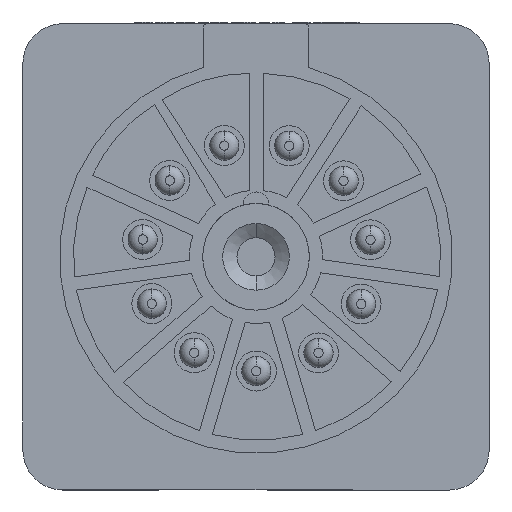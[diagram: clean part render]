
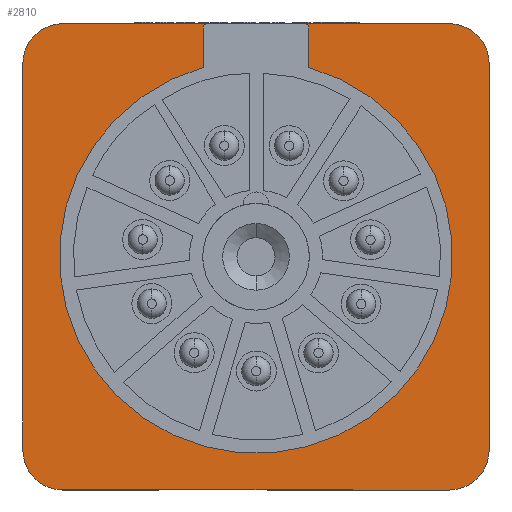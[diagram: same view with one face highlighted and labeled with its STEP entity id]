
A CAD part, front view. The second image highlights one B-rep face of the part: STEP entity #2810.
In plain terms, the highlighted planar face has unit normal (0, -1, 0).
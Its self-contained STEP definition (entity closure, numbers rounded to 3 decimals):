
#258 = CARTESIAN_POINT ( 'NONE',  ( 14.5, -1.75, 17.5 ) ) ;
#539 = CARTESIAN_POINT ( 'NONE',  ( 17.5, -1.75, 14.5 ) ) ;
#628 = DIRECTION ( 'NONE',  ( 1., 0., 0. ) ) ;
#752 = VERTEX_POINT ( 'NONE', #13264 ) ;
#774 = CARTESIAN_POINT ( 'NONE',  ( 14.5, -1.75, -17.5 ) ) ;
#804 = DIRECTION ( 'NONE',  ( 0., 1., 0. ) ) ;
#861 = LINE ( 'NONE', #20266, #8952 ) ;
#925 = VERTEX_POINT ( 'NONE', #6879 ) ;
#930 = LINE ( 'NONE', #4177, #17551 ) ;
#1071 = DIRECTION ( 'NONE',  ( -1., 0., 0. ) ) ;
#1416 = EDGE_CURVE ( 'NONE', #17946, #752, #861, .T. ) ;
#1559 = EDGE_CURVE ( 'NONE', #18274, #6364, #3029, .T. ) ;
#1855 = DIRECTION ( 'NONE',  ( 0., -1., 0. ) ) ;
#1989 = AXIS2_PLACEMENT_3D ( 'NONE', #11549, #1855, #13137 ) ;
#2078 = CARTESIAN_POINT ( 'NONE',  ( -14.5, -1.75, 17.5 ) ) ;
#2810 = ADVANCED_FACE ( 'NONE', ( #4478 ), #8627, .F. ) ;
#2943 = VERTEX_POINT ( 'NONE', #2078 ) ;
#3029 = LINE ( 'NONE', #6139, #6819 ) ;
#3152 = VECTOR ( 'NONE', #628, 1000. ) ;
#3319 = VECTOR ( 'NONE', #5163, 1000. ) ;
#3526 = CARTESIAN_POINT ( 'NONE',  ( -17.5, -1.75, 14.5 ) ) ;
#3864 = CIRCLE ( 'NONE', #16837, 3. ) ;
#4087 = EDGE_LOOP ( 'NONE', ( #12148, #12968, #12443, #5307, #9386, #16947, #10123, #15677, #14260, #15269, #17803, #17062, #5770, #14894 ) ) ;
#4177 = CARTESIAN_POINT ( 'NONE',  ( -3.945, -1.75, 14.217 ) ) ;
#4233 = CARTESIAN_POINT ( 'NONE',  ( 3.695, -1.75, 17.5 ) ) ;
#4455 = DIRECTION ( 'NONE',  ( 0., -1., 0. ) ) ;
#4478 = FACE_OUTER_BOUND ( 'NONE', #4087, .T. ) ;
#4772 = CARTESIAN_POINT ( 'NONE',  ( -3.695, -1.75, 17.5 ) ) ;
#4909 = VERTEX_POINT ( 'NONE', #4772 ) ;
#5054 = VECTOR ( 'NONE', #14135, 1000. ) ;
#5137 = DIRECTION ( 'NONE',  ( 1., 0., 0. ) ) ;
#5163 = DIRECTION ( 'NONE',  ( 0., 0., 1. ) ) ;
#5307 = ORIENTED_EDGE ( 'NONE', *, *, #10357, .F. ) ;
#5446 = CARTESIAN_POINT ( 'NONE',  ( 14.5, -1.75, 17.5 ) ) ;
#5554 = LINE ( 'NONE', #12517, #5054 ) ;
#5770 = ORIENTED_EDGE ( 'NONE', *, *, #12964, .F. ) ;
#5776 = CARTESIAN_POINT ( 'NONE',  ( -14.5, -1.75, -14.5 ) ) ;
#5819 = DIRECTION ( 'NONE',  ( 0., 0., -1. ) ) ;
#5897 = DIRECTION ( 'NONE',  ( 0., -1., 0. ) ) ;
#6139 = CARTESIAN_POINT ( 'NONE',  ( 17.5, -1.75, 14.5 ) ) ;
#6364 = VERTEX_POINT ( 'NONE', #16928 ) ;
#6696 = EDGE_CURVE ( 'NONE', #11057, #2943, #3864, .T. ) ;
#6751 = VERTEX_POINT ( 'NONE', #10194 ) ;
#6759 = DIRECTION ( 'NONE',  ( 0., 1., 0. ) ) ;
#6819 = VECTOR ( 'NONE', #9396, 1000. ) ;
#6879 = CARTESIAN_POINT ( 'NONE',  ( 3.945, -1.75, 17.25 ) ) ;
#7088 = CARTESIAN_POINT ( 'NONE',  ( -14.5, -1.75, -14.5 ) ) ;
#7421 = DIRECTION ( 'NONE',  ( 0., 0., 1. ) ) ;
#7459 = LINE ( 'NONE', #5446, #3152 ) ;
#7713 = AXIS2_PLACEMENT_3D ( 'NONE', #5776, #17001, #7421 ) ;
#8147 = VERTEX_POINT ( 'NONE', #16011 ) ;
#8627 = PLANE ( 'NONE',  #15226 ) ;
#8700 = DIRECTION ( 'NONE',  ( 0., 0., 1. ) ) ;
#8855 = AXIS2_PLACEMENT_3D ( 'NONE', #14099, #4455, #15719 ) ;
#8952 = VECTOR ( 'NONE', #1071, 1000. ) ;
#9132 = EDGE_CURVE ( 'NONE', #752, #16408, #18875, .T. ) ;
#9335 = CARTESIAN_POINT ( 'NONE',  ( 14.5, -1.75, -14.5 ) ) ;
#9386 = ORIENTED_EDGE ( 'NONE', *, *, #16621, .F. ) ;
#9396 = DIRECTION ( 'NONE',  ( 0., 0., -1. ) ) ;
#10123 = ORIENTED_EDGE ( 'NONE', *, *, #6696, .F. ) ;
#10194 = CARTESIAN_POINT ( 'NONE',  ( 14.5, -1.75, 17.5 ) ) ;
#10357 = EDGE_CURVE ( 'NONE', #19409, #8147, #930, .T. ) ;
#10410 = VECTOR ( 'NONE', #5137, 1000. ) ;
#10449 = CARTESIAN_POINT ( 'NONE',  ( 14.5, -1.75, 14.5 ) ) ;
#10924 = DIRECTION ( 'NONE',  ( 0., 0., 1. ) ) ;
#11057 = VERTEX_POINT ( 'NONE', #16046 ) ;
#11146 = EDGE_CURVE ( 'NONE', #2943, #4909, #14688, .T. ) ;
#11215 = CARTESIAN_POINT ( 'NONE',  ( 3.945, -1.75, 14.217 ) ) ;
#11230 = CARTESIAN_POINT ( 'NONE',  ( -3.945, -1.75, 17.25 ) ) ;
#11549 = CARTESIAN_POINT ( 'NONE',  ( 0., -1.75, 0.002 ) ) ;
#11886 = AXIS2_PLACEMENT_3D ( 'NONE', #10449, #804, #12082 ) ;
#11892 = LINE ( 'NONE', #3526, #3319 ) ;
#12082 = DIRECTION ( 'NONE',  ( 0., 0., 1. ) ) ;
#12148 = ORIENTED_EDGE ( 'NONE', *, *, #18891, .F. ) ;
#12443 = ORIENTED_EDGE ( 'NONE', *, *, #15892, .F. ) ;
#12490 = EDGE_CURVE ( 'NONE', #6364, #17946, #14694, .T. ) ;
#12517 = CARTESIAN_POINT ( 'NONE',  ( 3.945, -1.75, 14.217 ) ) ;
#12964 = EDGE_CURVE ( 'NONE', #6751, #18274, #15667, .T. ) ;
#12968 = ORIENTED_EDGE ( 'NONE', *, *, #13412, .F. ) ;
#13137 = DIRECTION ( 'NONE',  ( 0., 0., -1. ) ) ;
#13264 = CARTESIAN_POINT ( 'NONE',  ( -14.5, -1.75, -17.5 ) ) ;
#13412 = EDGE_CURVE ( 'NONE', #17456, #925, #5554, .T. ) ;
#13476 = AXIS2_PLACEMENT_3D ( 'NONE', #9335, #20536, #10924 ) ;
#14099 = CARTESIAN_POINT ( 'NONE',  ( -3.695, -1.75, 17.25 ) ) ;
#14135 = DIRECTION ( 'NONE',  ( 0., 0., 1. ) ) ;
#14260 = ORIENTED_EDGE ( 'NONE', *, *, #9132, .F. ) ;
#14274 = VERTEX_POINT ( 'NONE', #4233 ) ;
#14498 = CIRCLE ( 'NONE', #1989, 14.752 ) ;
#14688 = LINE ( 'NONE', #258, #10410 ) ;
#14694 = CIRCLE ( 'NONE', #13476, 3. ) ;
#14894 = ORIENTED_EDGE ( 'NONE', *, *, #20776, .F. ) ;
#15226 = AXIS2_PLACEMENT_3D ( 'NONE', #7088, #18290, #8700 ) ;
#15269 = ORIENTED_EDGE ( 'NONE', *, *, #1416, .F. ) ;
#15503 = AXIS2_PLACEMENT_3D ( 'NONE', #15521, #5897, #17123 ) ;
#15521 = CARTESIAN_POINT ( 'NONE',  ( 3.695, -1.75, 17.25 ) ) ;
#15667 = CIRCLE ( 'NONE', #11886, 3. ) ;
#15677 = ORIENTED_EDGE ( 'NONE', *, *, #17831, .F. ) ;
#15719 = DIRECTION ( 'NONE',  ( 0., 0., -1. ) ) ;
#15892 = EDGE_CURVE ( 'NONE', #8147, #17456, #14498, .T. ) ;
#15959 = CIRCLE ( 'NONE', #8855, 0.25 ) ;
#16011 = CARTESIAN_POINT ( 'NONE',  ( -3.945, -1.75, 14.217 ) ) ;
#16046 = CARTESIAN_POINT ( 'NONE',  ( -17.5, -1.75, 14.5 ) ) ;
#16372 = CARTESIAN_POINT ( 'NONE',  ( -14.5, -1.75, 14.5 ) ) ;
#16408 = VERTEX_POINT ( 'NONE', #20051 ) ;
#16621 = EDGE_CURVE ( 'NONE', #4909, #19409, #15959, .T. ) ;
#16837 = AXIS2_PLACEMENT_3D ( 'NONE', #16372, #6759, #17976 ) ;
#16928 = CARTESIAN_POINT ( 'NONE',  ( 17.5, -1.75, -14.5 ) ) ;
#16947 = ORIENTED_EDGE ( 'NONE', *, *, #11146, .F. ) ;
#17001 = DIRECTION ( 'NONE',  ( 0., 1., 0. ) ) ;
#17062 = ORIENTED_EDGE ( 'NONE', *, *, #1559, .F. ) ;
#17123 = DIRECTION ( 'NONE',  ( 0., 0., -1. ) ) ;
#17456 = VERTEX_POINT ( 'NONE', #11215 ) ;
#17551 = VECTOR ( 'NONE', #5819, 1000. ) ;
#17803 = ORIENTED_EDGE ( 'NONE', *, *, #12490, .F. ) ;
#17831 = EDGE_CURVE ( 'NONE', #16408, #11057, #11892, .T. ) ;
#17946 = VERTEX_POINT ( 'NONE', #774 ) ;
#17976 = DIRECTION ( 'NONE',  ( 0., 0., -1. ) ) ;
#18274 = VERTEX_POINT ( 'NONE', #539 ) ;
#18290 = DIRECTION ( 'NONE',  ( 0., 1., 0. ) ) ;
#18875 = CIRCLE ( 'NONE', #7713, 3. ) ;
#18891 = EDGE_CURVE ( 'NONE', #925, #14274, #19861, .T. ) ;
#19409 = VERTEX_POINT ( 'NONE', #11230 ) ;
#19861 = CIRCLE ( 'NONE', #15503, 0.25 ) ;
#20051 = CARTESIAN_POINT ( 'NONE',  ( -17.5, -1.75, -14.5 ) ) ;
#20266 = CARTESIAN_POINT ( 'NONE',  ( 14.5, -1.75, -17.5 ) ) ;
#20536 = DIRECTION ( 'NONE',  ( 0., 1., 0. ) ) ;
#20776 = EDGE_CURVE ( 'NONE', #14274, #6751, #7459, .T. ) ;
